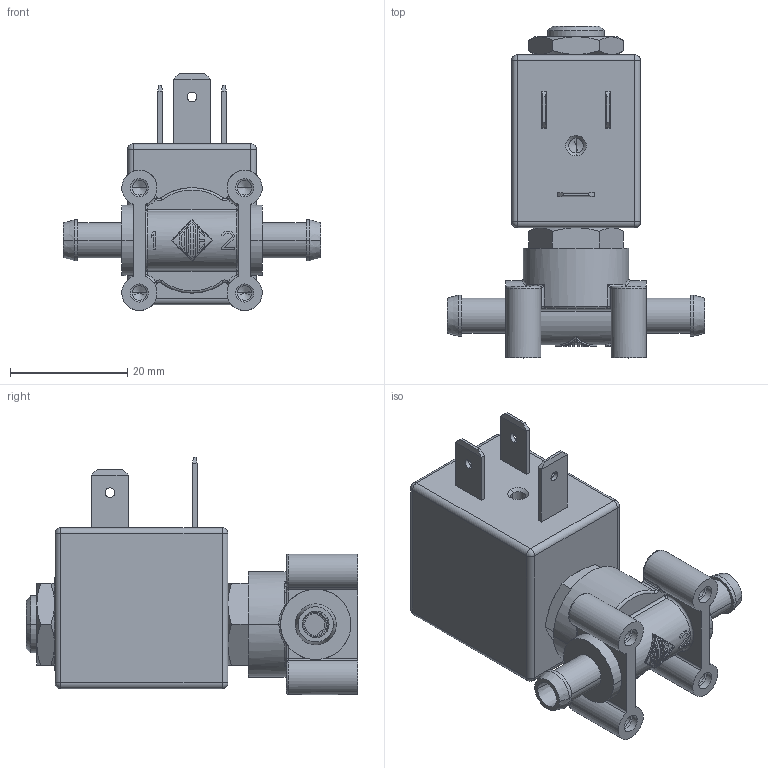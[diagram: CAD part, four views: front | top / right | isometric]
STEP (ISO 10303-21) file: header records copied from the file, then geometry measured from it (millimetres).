
FILE_DESCRIPTION((''),'2;1');
FILE_NAME('21JPPR1V23_T0_ASM','2016-04-13T',('manzoniste'),('O.D.E.'),'CREO PARAMETRIC BY PTC INC, 2015380','CREO PARAMETRIC BY PTC INC, 2015380','');
FILE_SCHEMA(('CONFIG_CONTROL_DESIGN'));
Length unit declared in the file: millimetre
Products named in the file (1): 21JPPR1V23_T0_ASM
Bounding box: 44 x 56.65 x 40.48 mm (x, y, z)
Volume: 20669.6 mm3; surface area: 13406.5 mm2
Topology: 1 solids, 7 shells, 495 faces, 1164 edges, 704 vertices
Faces by surface type: plane 203, cylinder 143, cone 52, torus 40, bspline 35, sphere 22
Entity records: 18864 total; most frequent: CARTESIAN_POINT 4496, ORIENTED_EDGE 2308, DIRECTION 2269, EDGE_CURVE 1154, AXIS2_PLACEMENT_3D 899, VERTEX_POINT 704, EDGE_LOOP 536, FACE_OUTER_BOUND 495
